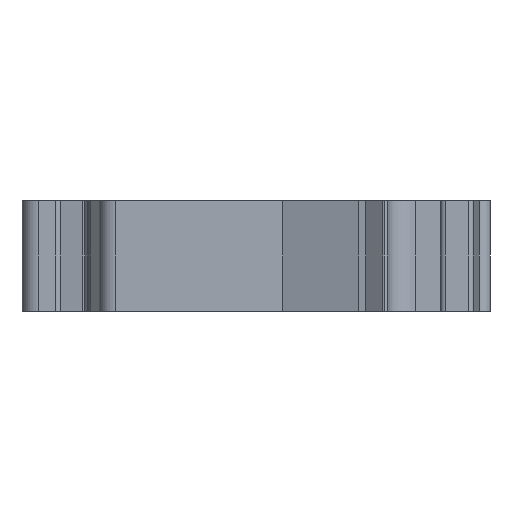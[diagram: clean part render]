
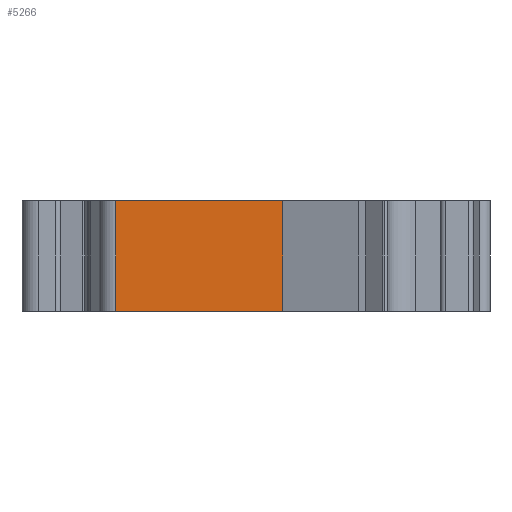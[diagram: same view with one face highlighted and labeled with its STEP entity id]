
A CAD part, front view. The second image highlights one B-rep face of the part: STEP entity #5266.
In plain terms, the highlighted planar face has unit normal (0, -1, 0).
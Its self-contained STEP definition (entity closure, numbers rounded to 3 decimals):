
#1145=DIRECTION('',(1.,0.,0.));
#1146=VECTOR('',#1145,15.196);
#1147=CARTESIAN_POINT('',(-13.,0.,-10.));
#1148=LINE('',#1147,#1146);
#2243=DIRECTION('',(0.,0.,-1.));
#2244=VECTOR('',#2243,10.);
#2245=CARTESIAN_POINT('',(-13.,0.,0.));
#2246=LINE('',#2245,#2244);
#2250=DIRECTION('',(1.,0.,0.));
#2251=VECTOR('',#2250,15.196);
#2252=CARTESIAN_POINT('',(-13.,0.,0.));
#2253=LINE('',#2252,#2251);
#2264=DIRECTION('',(0.,0.,1.));
#2265=VECTOR('',#2264,10.);
#2266=CARTESIAN_POINT('',(2.196,0.,-10.));
#2267=LINE('',#2266,#2265);
#2864=CARTESIAN_POINT('',(2.196,0.,0.));
#2865=VERTEX_POINT('',#2864);
#2866=CARTESIAN_POINT('',(-13.,0.,0.));
#2867=VERTEX_POINT('',#2866);
#3098=CARTESIAN_POINT('',(-13.,0.,-10.));
#3099=VERTEX_POINT('',#3098);
#3100=CARTESIAN_POINT('',(2.196,0.,-10.));
#3101=VERTEX_POINT('',#3100);
#5254=CARTESIAN_POINT('',(-21.,0.,0.));
#5255=DIRECTION('',(0.,-1.,0.));
#5256=DIRECTION('',(-1.,0.,0.));
#5257=AXIS2_PLACEMENT_3D('',#5254,#5255,#5256);
#5258=PLANE('',#5257);
#5259=ORIENTED_EDGE('',*,*,#5242,.F.);
#5260=ORIENTED_EDGE('',*,*,#3378,.T.);
#5262=ORIENTED_EDGE('',*,*,#5261,.F.);
#5263=ORIENTED_EDGE('',*,*,#3676,.F.);
#5264=EDGE_LOOP('',(#5259,#5260,#5262,#5263));
#5265=FACE_OUTER_BOUND('',#5264,.F.);
#3378=EDGE_CURVE('',#2867,#2865,#2253,.T.);
#3676=EDGE_CURVE('',#3099,#3101,#1148,.T.);
#5242=EDGE_CURVE('',#2867,#3099,#2246,.T.);
#5261=EDGE_CURVE('',#3101,#2865,#2267,.T.);
#5266=ADVANCED_FACE('',(#5265),#5258,.T.);
